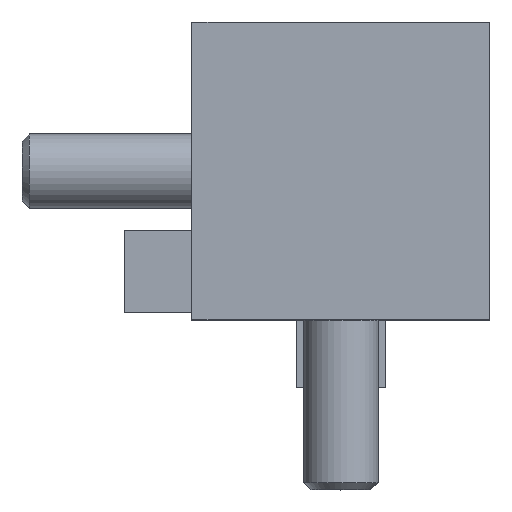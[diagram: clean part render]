
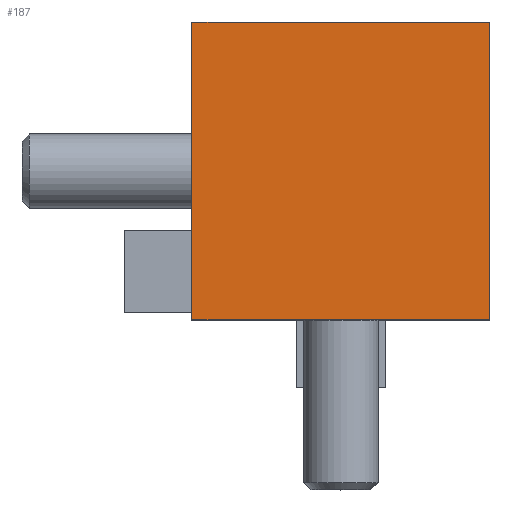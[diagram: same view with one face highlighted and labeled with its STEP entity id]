
A CAD part, top view. The second image highlights one B-rep face of the part: STEP entity #187.
In plain terms, the highlighted planar face has unit normal (0, 0, 1).
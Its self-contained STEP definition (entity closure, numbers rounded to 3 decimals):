
#187 = ADVANCED_FACE( '', ( #395 ), #396, .T. );
#395 = FACE_OUTER_BOUND( '', #677, .T. );
#396 = PLANE( '', #678 );
#677 = EDGE_LOOP( '', ( #990, #991, #992, #993 ) );
#678 = AXIS2_PLACEMENT_3D( '', #994, #995, #996 );
#990 = ORIENTED_EDGE( '', *, *, #1622, .F. );
#991 = ORIENTED_EDGE( '', *, *, #1623, .F. );
#992 = ORIENTED_EDGE( '', *, *, #1624, .T. );
#993 = ORIENTED_EDGE( '', *, *, #1625, .T. );
#994 = CARTESIAN_POINT( '', ( -20., 20., 20. ) );
#995 = DIRECTION( '', ( 0., 0., 1. ) );
#996 = DIRECTION( '', ( 1., 0., 0. ) );
#1622 = EDGE_CURVE( '', #1874, #1875, #1876, .T. );
#1623 = EDGE_CURVE( '', #1877, #1874, #1878, .T. );
#1624 = EDGE_CURVE( '', #1877, #1879, #1880, .T. );
#1625 = EDGE_CURVE( '', #1879, #1875, #1881, .T. );
#1874 = VERTEX_POINT( '', #2237 );
#1875 = VERTEX_POINT( '', #2238 );
#1876 = LINE( '', #2239, #2240 );
#1877 = VERTEX_POINT( '', #2241 );
#1878 = LINE( '', #2242, #2243 );
#1879 = VERTEX_POINT( '', #2244 );
#1880 = LINE( '', #2245, #2246 );
#1881 = LINE( '', #2247, #2248 );
#2237 = CARTESIAN_POINT( '', ( 0., 20., 20. ) );
#2238 = CARTESIAN_POINT( '', ( 0., 0., 20. ) );
#2239 = CARTESIAN_POINT( '', ( 0., 20., 20. ) );
#2240 = VECTOR( '', #2719, 1000. );
#2241 = CARTESIAN_POINT( '', ( -20., 20., 20. ) );
#2242 = CARTESIAN_POINT( '', ( -20., 20., 20. ) );
#2243 = VECTOR( '', #2720, 1000. );
#2244 = CARTESIAN_POINT( '', ( -20., 0., 20. ) );
#2245 = CARTESIAN_POINT( '', ( -20., 20., 20. ) );
#2246 = VECTOR( '', #2721, 1000. );
#2247 = CARTESIAN_POINT( '', ( -20., 0., 20. ) );
#2248 = VECTOR( '', #2722, 1000. );
#2719 = DIRECTION( '', ( 0., -1., 0. ) );
#2720 = DIRECTION( '', ( 1., 0., 0. ) );
#2721 = DIRECTION( '', ( 0., -1., 0. ) );
#2722 = DIRECTION( '', ( 1., 0., 0. ) );
